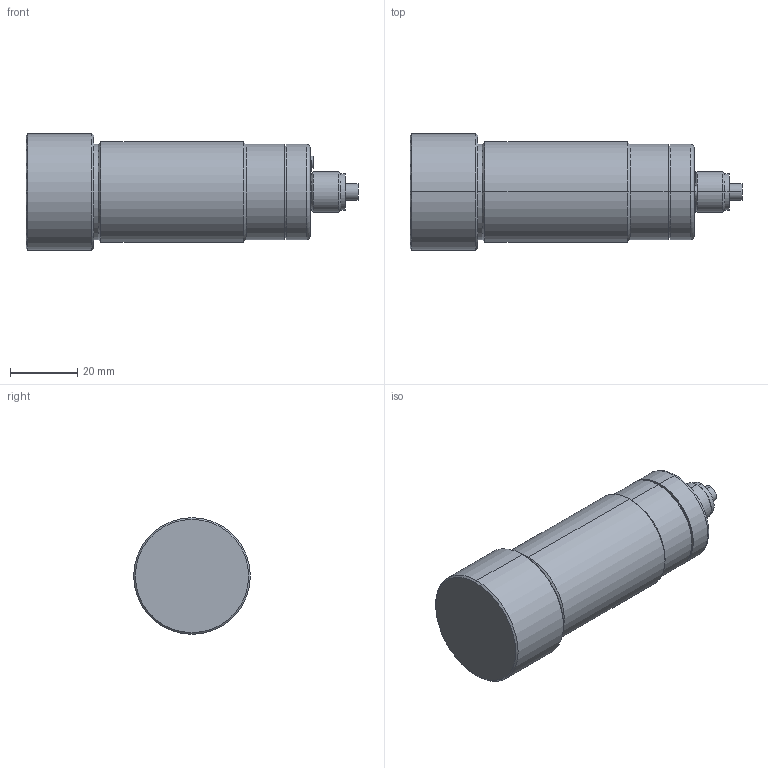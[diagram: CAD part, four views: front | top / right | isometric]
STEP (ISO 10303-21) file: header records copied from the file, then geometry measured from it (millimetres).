
FILE_DESCRIPTION(('starvars output'),'2;1');
FILE_NAME('cv20200403070541000005853.stp','07:05:41 2020/04/03',( 'Thomas Industrial Network Germany GmbH'),( 'Thomas Industrial Network Germany GmbH'),'unknown preprocess','ACIS' ,'unknown authorization');
FILE_SCHEMA(('AUTOMOTIVE_DESIGN_CC2 {UNKNOWN IMPLEMENTATION LEVEL}'));
Length unit declared in the file: millimetre
Products named in the file (1): PRODUCT_ID_1
Bounding box: 98.76 x 34.7 x 34.7 mm (x, y, z)
Volume: 63648.3 mm3; surface area: 10953.4 mm2
Topology: 1 solids, 1 shells, 55 faces, 110 edges, 66 vertices
Faces by surface type: cylinder 29, plane 12, cone 12, torus 2
Entity records: 1689 total; most frequent: ORIENTED_EDGE 220, DIRECTION 180, CARTESIAN_POINT 177, EDGE_CURVE 110, AXIS2_PLACEMENT_3D 69, VERTEX_POINT 66, EDGE_LOOP 64, FACE_BOUND 64
